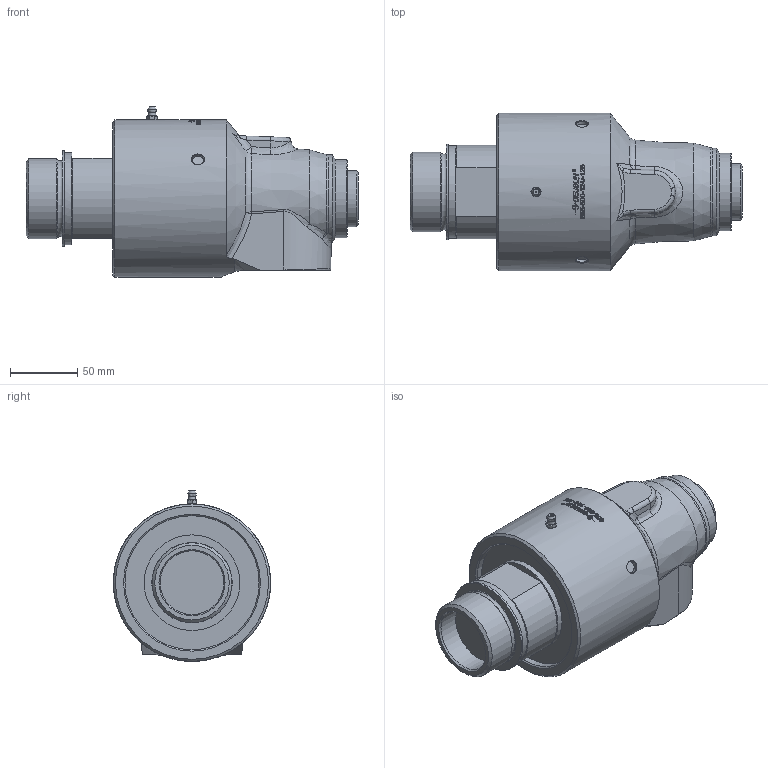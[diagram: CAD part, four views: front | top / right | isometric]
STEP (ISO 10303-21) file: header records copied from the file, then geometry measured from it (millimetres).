
FILE_DESCRIPTION(/* description */ (''),/* implementation_level */ '2;1');
FILE_NAME(/* name */ '655-500-124-IC.stp',/* time_stamp */ '2020-05-20T14:13:41-05:00',/* author */ ('dyurkovich'),/* organization */ (''),/* preprocessor_version */ 'ST-DEVELOPER v18',/* originating_system */ 'Autodesk Inventor 2020',/* authorisation */ '');
FILE_SCHEMA (('CONFIG_CONTROL_DESIGN','AUTOMOTIVE_DESIGN { 1 0 10303 214 3 1 1 }'));
Length unit declared in the file: millimetre
Products named in the file (1): 655-500-124-IC
Bounding box: 247.73 x 117.5 x 127.49 mm (x, y, z)
Volume: 1553076.6 mm3; surface area: 101992.2 mm2
Topology: 1 solids, 1 shells, 542 faces, 1454 edges, 958 vertices
Faces by surface type: plane 263, bspline 166, cylinder 69, cone 28, torus 8, sphere 8
Full cylindrical faces by diameter (mm): 8.6 x3, 47.6 x1, 55.169 x1, 58 x1, 59.614 x1, 60 x1, 69 x1, 70 x1, 71.4 x1, 100.08 x1, 117.5 x1
Entity records: 22951 total; most frequent: CARTESIAN_POINT 9901, ORIENTED_EDGE 2900, DIRECTION 2362, EDGE_CURVE 1450, VERTEX_POINT 958, AXIS2_PLACEMENT_3D 921, EDGE_LOOP 592, FACE_OUTER_BOUND 542
